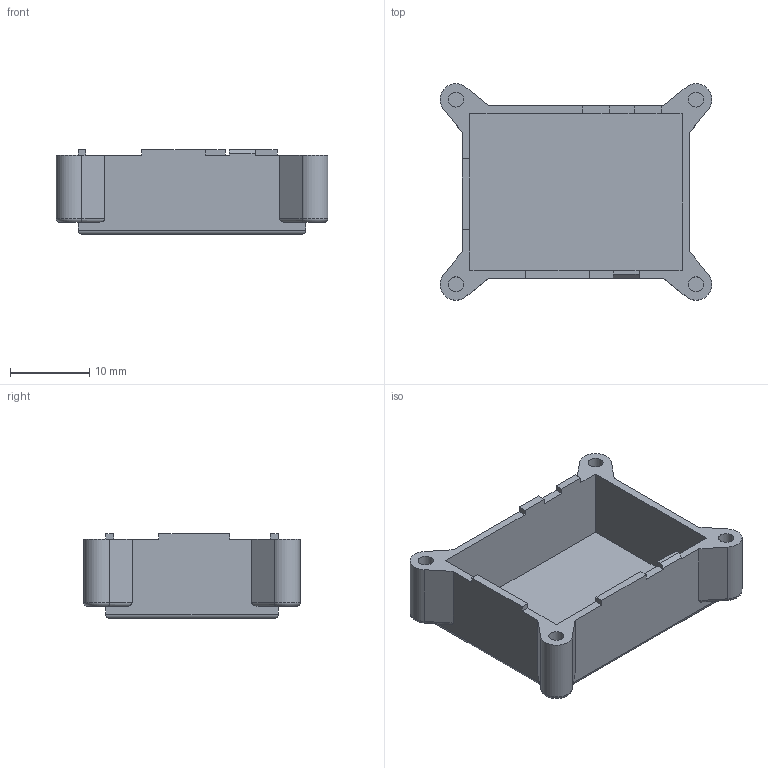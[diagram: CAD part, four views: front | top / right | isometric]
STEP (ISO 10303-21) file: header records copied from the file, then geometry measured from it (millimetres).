
FILE_DESCRIPTION(/* description */ ('STEP AP242','CAx-IF Rec.Pracs.---Representation and Presentation of Product Manufacturing Information (PMI)---4.0---2014-10-13','CAx-IF Rec.Pracs.---3D Tessellated Geometry---0.4---2014-09-14','2;1','CAx-IF Rec.Pracs.---User Defined Attributes---1.5---2016-08-15'),/* implementation_level */ '2;1');
FILE_NAME(/* name */ '691b2b284506499c168566e0',/* time_stamp */ '2025-11-17T14:03:22Z',/* author */ (''),/* organization */ (''),/* preprocessor_version */ 'ST-DEVELOPER v20',/* originating_system */ 'ONSHAPE BY PTC INC, 1.206',/* authorisation */ ' ');
FILE_SCHEMA (('AP242_MANAGED_MODEL_BASED_3D_ENGINEERING_MIM_LF { 1 0 10303 442 1 1 4 }'));
Length unit declared in the file: metre
Products named in the file (1): bottom half
Bounding box: 34.34 x 27.35 x 10.7 mm (x, y, z)
Volume: 1952.3 mm3; surface area: 3732.8 mm2
Topology: 1 solids, 1 shells, 618 faces, 1752 edges, 1164 vertices
Faces by surface type: cylinder 360, plane 218, bspline 36, torus 4
Full cylindrical faces by diameter (mm): 1.9 x4
Entity records: 20466 total; most frequent: CARTESIAN_POINT 3927, DIRECTION 3562, ORIENTED_EDGE 3496, EDGE_CURVE 1748, AXIS2_PLACEMENT_3D 1303, VERTEX_POINT 1164, LINE 956, VECTOR 956
